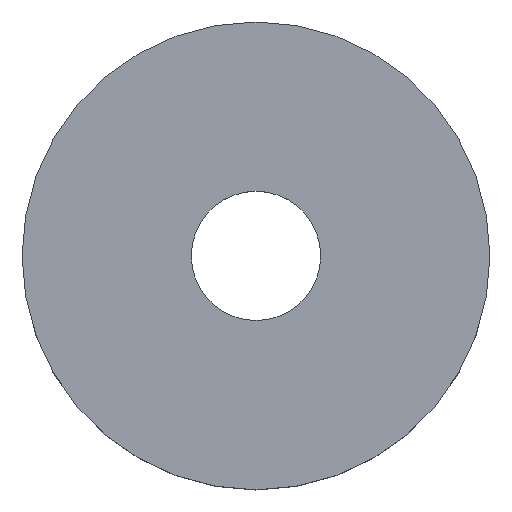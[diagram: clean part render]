
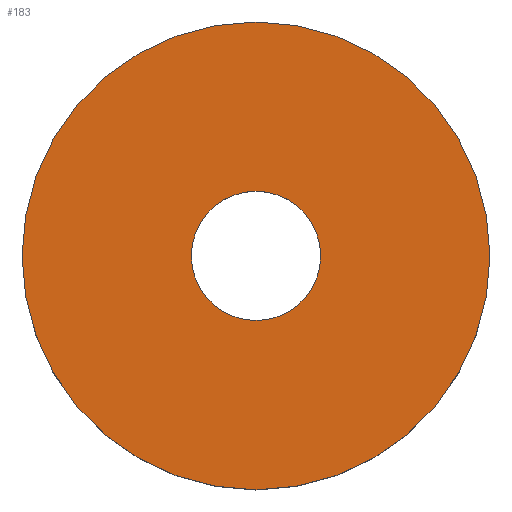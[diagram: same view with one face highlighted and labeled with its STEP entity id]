
A CAD part, top view. The second image highlights one B-rep face of the part: STEP entity #183.
In plain terms, the highlighted planar face has unit normal (0, 0, 1).
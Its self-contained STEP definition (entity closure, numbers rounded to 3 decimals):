
#4 = CARTESIAN_POINT ( 'NONE',  ( 0., 0., 2. ) ) ;
#21 = VERTEX_POINT ( 'NONE', #474 ) ;
#27 = DIRECTION ( 'NONE',  ( 0., 0., 1. ) ) ;
#32 = VERTEX_POINT ( 'NONE', #649 ) ;
#54 = EDGE_CURVE ( 'NONE', #569, #736, #525, .T. ) ;
#78 = DIRECTION ( 'NONE',  ( 1., 0., 0. ) ) ;
#81 = CARTESIAN_POINT ( 'NONE',  ( 5.25, 0., 2. ) ) ;
#99 = EDGE_CURVE ( 'NONE', #21, #32, #185, .T. ) ;
#144 = FACE_BOUND ( 'NONE', #390, .T. ) ;
#151 = CARTESIAN_POINT ( 'NONE',  ( 0., 0., 2. ) ) ;
#165 = ORIENTED_EDGE ( 'NONE', *, *, #99, .T. ) ;
#183 = ADVANCED_FACE ( 'NONE', ( #325, #144 ), #756, .T. ) ;
#185 = CIRCLE ( 'NONE', #490, 19. ) ;
#188 = ORIENTED_EDGE ( 'NONE', *, *, #533, .F. ) ;
#205 = CARTESIAN_POINT ( 'NONE',  ( 0., 0., 2. ) ) ;
#215 = DIRECTION ( 'NONE',  ( 0., 0., 1. ) ) ;
#283 = CARTESIAN_POINT ( 'NONE',  ( 0., 0., 2. ) ) ;
#287 = DIRECTION ( 'NONE',  ( 1., 0., 0. ) ) ;
#297 = DIRECTION ( 'NONE',  ( 0., 0., 1. ) ) ;
#325 = FACE_OUTER_BOUND ( 'NONE', #622, .T. ) ;
#341 = AXIS2_PLACEMENT_3D ( 'NONE', #4, #297, #747 ) ;
#352 = ORIENTED_EDGE ( 'NONE', *, *, #54, .F. ) ;
#377 = CIRCLE ( 'NONE', #341, 19. ) ;
#390 = EDGE_LOOP ( 'NONE', ( #188, #352 ) ) ;
#456 = DIRECTION ( 'NONE',  ( 0., 0., 1. ) ) ;
#471 = CIRCLE ( 'NONE', #642, 5.25 ) ;
#474 = CARTESIAN_POINT ( 'NONE',  ( 19., 0., 2. ) ) ;
#490 = AXIS2_PLACEMENT_3D ( 'NONE', #151, #215, #496 ) ;
#496 = DIRECTION ( 'NONE',  ( 1., 0., 0. ) ) ;
#522 = DIRECTION ( 'NONE',  ( 0., 0., 1. ) ) ;
#525 = CIRCLE ( 'NONE', #703, 5.25 ) ;
#530 = CARTESIAN_POINT ( 'NONE',  ( -5.25, 0., 2. ) ) ;
#533 = EDGE_CURVE ( 'NONE', #736, #569, #471, .T. ) ;
#569 = VERTEX_POINT ( 'NONE', #81 ) ;
#589 = AXIS2_PLACEMENT_3D ( 'NONE', #283, #522, #287 ) ;
#609 = ORIENTED_EDGE ( 'NONE', *, *, #774, .T. ) ;
#622 = EDGE_LOOP ( 'NONE', ( #609, #165 ) ) ;
#624 = DIRECTION ( 'NONE',  ( 1., 0., 0. ) ) ;
#642 = AXIS2_PLACEMENT_3D ( 'NONE', #205, #456, #624 ) ;
#649 = CARTESIAN_POINT ( 'NONE',  ( -19., 0., 2. ) ) ;
#688 = CARTESIAN_POINT ( 'NONE',  ( 0., 0., 2. ) ) ;
#703 = AXIS2_PLACEMENT_3D ( 'NONE', #688, #27, #78 ) ;
#736 = VERTEX_POINT ( 'NONE', #530 ) ;
#747 = DIRECTION ( 'NONE',  ( 1., 0., 0. ) ) ;
#756 = PLANE ( 'NONE',  #589 ) ;
#774 = EDGE_CURVE ( 'NONE', #32, #21, #377, .T. ) ;
